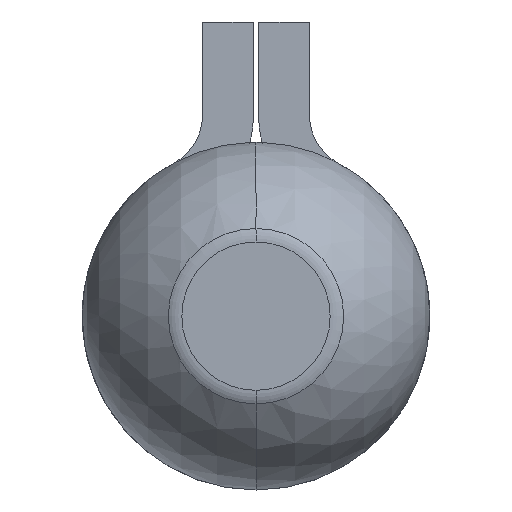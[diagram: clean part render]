
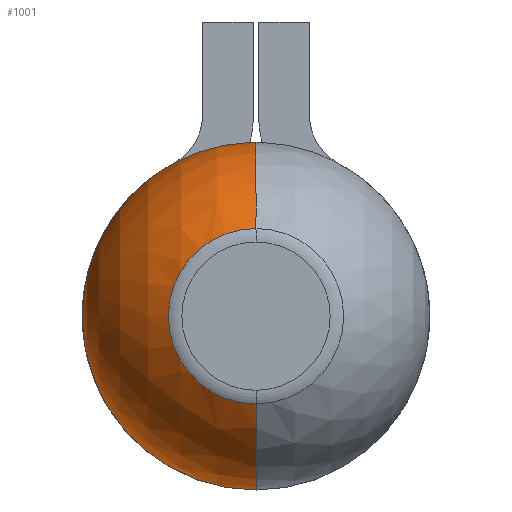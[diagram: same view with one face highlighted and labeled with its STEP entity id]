
A CAD part, front view. The second image highlights one B-rep face of the part: STEP entity #1001.
In plain terms, the highlighted spherical face has radius 6.5 mm.
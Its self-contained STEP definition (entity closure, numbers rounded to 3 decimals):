
#348 = CARTESIAN_POINT ( 'NONE',  ( 0., -24., 6.5 ) ) ;
#688 = AXIS2_PLACEMENT_3D ( 'NONE', #812, #2795, #1858 ) ;
#812 = CARTESIAN_POINT ( 'NONE',  ( 0., -24., 0. ) ) ;
#1001 = ADVANCED_FACE ( 'NONE', ( #11464 ), #2751, .T. ) ;
#1282 = CIRCLE ( 'NONE', #3122, 6.5 ) ;
#1329 = CARTESIAN_POINT ( 'NONE',  ( 0., -29.614, 3.277 ) ) ;
#1422 = CARTESIAN_POINT ( 'NONE',  ( 0., -29.614, -3.277 ) ) ;
#1486 = ORIENTED_EDGE ( 'NONE', *, *, #6031, .T. ) ;
#1634 = AXIS2_PLACEMENT_3D ( 'NONE', #7418, #4220, #2315 ) ;
#1775 = EDGE_CURVE ( 'NONE', #12109, #3040, #6462, .T. ) ;
#1858 = DIRECTION ( 'NONE',  ( 0., 0., 1. ) ) ;
#1906 = CIRCLE ( 'NONE', #6572, 6.5 ) ;
#2153 = EDGE_CURVE ( 'NONE', #12914, #9213, #1282, .T. ) ;
#2180 = DIRECTION ( 'NONE',  ( 0., 0., 1. ) ) ;
#2315 = DIRECTION ( 'NONE',  ( 0., 0., -1. ) ) ;
#2361 = CIRCLE ( 'NONE', #6321, 3.277 ) ;
#2751 = SPHERICAL_SURFACE ( 'NONE', #1634, 6.5 ) ;
#2795 = DIRECTION ( 'NONE',  ( -1., 0., 0. ) ) ;
#2976 = EDGE_CURVE ( 'NONE', #4667, #8837, #1906, .T. ) ;
#3040 = VERTEX_POINT ( 'NONE', #348 ) ;
#3122 = AXIS2_PLACEMENT_3D ( 'NONE', #6020, #9004, #5046 ) ;
#3266 = CARTESIAN_POINT ( 'NONE',  ( -0.231, -24., 6.496 ) ) ;
#3330 = AXIS2_PLACEMENT_3D ( 'NONE', #4655, #9737, #9906 ) ;
#3583 = ORIENTED_EDGE ( 'NONE', *, *, #9834, .F. ) ;
#3770 = DIRECTION ( 'NONE',  ( 0., 0., 1. ) ) ;
#4220 = DIRECTION ( 'NONE',  ( -1., 0., 0. ) ) ;
#4655 = CARTESIAN_POINT ( 'NONE',  ( 0., -24., 0. ) ) ;
#4667 = VERTEX_POINT ( 'NONE', #1422 ) ;
#4738 = EDGE_LOOP ( 'NONE', ( #1486, #12147, #9914, #8606, #3583, #11823 ) ) ;
#4807 = AXIS2_PLACEMENT_3D ( 'NONE', #7043, #11460, #2180 ) ;
#5046 = DIRECTION ( 'NONE',  ( 0., 0., 1. ) ) ;
#6020 = CARTESIAN_POINT ( 'NONE',  ( 0., -24., 0. ) ) ;
#6031 = EDGE_CURVE ( 'NONE', #4667, #12109, #2361, .T. ) ;
#6321 = AXIS2_PLACEMENT_3D ( 'NONE', #10917, #6857, #3770 ) ;
#6462 = CIRCLE ( 'NONE', #688, 6.5 ) ;
#6572 = AXIS2_PLACEMENT_3D ( 'NONE', #11293, #8013, #7098 ) ;
#6857 = DIRECTION ( 'NONE',  ( 0., 1., 0. ) ) ;
#7043 = CARTESIAN_POINT ( 'NONE',  ( 0., -24., 0. ) ) ;
#7098 = DIRECTION ( 'NONE',  ( 0., 0., -1. ) ) ;
#7418 = CARTESIAN_POINT ( 'NONE',  ( 0., -24., 0. ) ) ;
#8013 = DIRECTION ( 'NONE',  ( 1., 0., 0. ) ) ;
#8606 = ORIENTED_EDGE ( 'NONE', *, *, #2153, .F. ) ;
#8683 = CIRCLE ( 'NONE', #3330, 6.5 ) ;
#8724 = CARTESIAN_POINT ( 'NONE',  ( 0., -24., -6.5 ) ) ;
#8837 = VERTEX_POINT ( 'NONE', #8724 ) ;
#9004 = DIRECTION ( 'NONE',  ( 0., 1., 0. ) ) ;
#9213 = VERTEX_POINT ( 'NONE', #3266 ) ;
#9737 = DIRECTION ( 'NONE',  ( 0., 1., 0. ) ) ;
#9834 = EDGE_CURVE ( 'NONE', #8837, #12914, #8683, .T. ) ;
#9906 = DIRECTION ( 'NONE',  ( 0., 0., 1. ) ) ;
#9914 = ORIENTED_EDGE ( 'NONE', *, *, #12303, .F. ) ;
#10401 = CARTESIAN_POINT ( 'NONE',  ( -3.059, -24., 5.735 ) ) ;
#10917 = CARTESIAN_POINT ( 'NONE',  ( 0., -29.614, 0. ) ) ;
#11293 = CARTESIAN_POINT ( 'NONE',  ( 0., -24., 0. ) ) ;
#11460 = DIRECTION ( 'NONE',  ( 0., 1., 0. ) ) ;
#11464 = FACE_OUTER_BOUND ( 'NONE', #4738, .T. ) ;
#11823 = ORIENTED_EDGE ( 'NONE', *, *, #2976, .F. ) ;
#12109 = VERTEX_POINT ( 'NONE', #1329 ) ;
#12147 = ORIENTED_EDGE ( 'NONE', *, *, #1775, .T. ) ;
#12227 = CIRCLE ( 'NONE', #4807, 6.5 ) ;
#12303 = EDGE_CURVE ( 'NONE', #9213, #3040, #12227, .T. ) ;
#12914 = VERTEX_POINT ( 'NONE', #10401 ) ;
